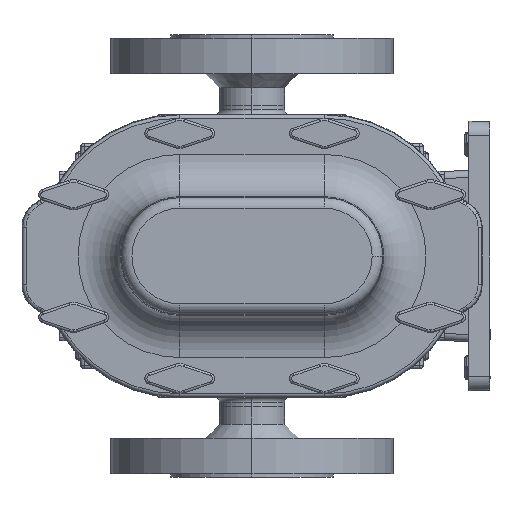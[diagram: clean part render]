
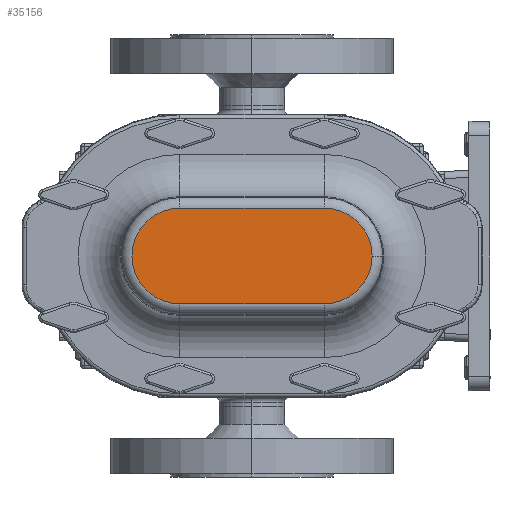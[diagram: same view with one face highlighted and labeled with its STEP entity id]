
A CAD part, left-side view. The second image highlights one B-rep face of the part: STEP entity #35156.
In plain terms, the highlighted face is planar.
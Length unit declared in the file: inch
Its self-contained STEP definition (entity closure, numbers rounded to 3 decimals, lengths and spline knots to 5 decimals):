
#471 = CARTESIAN_POINT ( 'NONE',  ( -0.84643, -1.28125, 1.77 ) ) ;
#2086 = CARTESIAN_POINT ( 'NONE',  ( 0., -1.28125, 1.77 ) ) ;
#3266 = EDGE_CURVE ( 'NONE', #22910, #24784, #9927, .T. ) ;
#4519 = CIRCLE ( 'NONE', #13502, 0.84643 ) ;
#4567 = ORIENTED_EDGE ( 'NONE', *, *, #31399, .T. ) ;
#4715 = ORIENTED_EDGE ( 'NONE', *, *, #9157, .T. ) ;
#5352 = EDGE_CURVE ( 'NONE', #23299, #17550, #4519, .T. ) ;
#7548 = FACE_OUTER_BOUND ( 'NONE', #35142, .T. ) ;
#8541 = CARTESIAN_POINT ( 'NONE',  ( 0.84643, 1.28125, 1.77 ) ) ;
#9157 = EDGE_CURVE ( 'NONE', #24747, #22910, #14308, .T. ) ;
#9927 = LINE ( 'NONE', #25263, #36540 ) ;
#10787 = CARTESIAN_POINT ( 'NONE',  ( 0.84643, 1.28125, 1.77 ) ) ;
#12368 = CIRCLE ( 'NONE', #29768, 0.84643 ) ;
#12610 = DIRECTION ( 'NONE',  ( 0., -1., 0. ) ) ;
#13502 = AXIS2_PLACEMENT_3D ( 'NONE', #33670, #24014, #14704 ) ;
#13833 = LINE ( 'NONE', #10787, #33899 ) ;
#13987 = DIRECTION ( 'NONE',  ( 0., -1., 0. ) ) ;
#14094 = CARTESIAN_POINT ( 'NONE',  ( -0.84643, 1.28125, 1.77 ) ) ;
#14308 = CIRCLE ( 'NONE', #22674, 0.84643 ) ;
#14391 = PLANE ( 'NONE',  #39861 ) ;
#14704 = DIRECTION ( 'NONE',  ( 0., -1., 0. ) ) ;
#15437 = CARTESIAN_POINT ( 'NONE',  ( 0., 1.28125, 1.77 ) ) ;
#17550 = VERTEX_POINT ( 'NONE', #26427 ) ;
#21307 = DIRECTION ( 'NONE',  ( 0., 0., 1. ) ) ;
#22674 = AXIS2_PLACEMENT_3D ( 'NONE', #15437, #21307, #12610 ) ;
#22910 = VERTEX_POINT ( 'NONE', #14094 ) ;
#23287 = EDGE_CURVE ( 'NONE', #17550, #24747, #13833, .T. ) ;
#23299 = VERTEX_POINT ( 'NONE', #33906 ) ;
#23597 = ORIENTED_EDGE ( 'NONE', *, *, #3266, .T. ) ;
#24014 = DIRECTION ( 'NONE',  ( 0., 0., 1. ) ) ;
#24747 = VERTEX_POINT ( 'NONE', #8541 ) ;
#24784 = VERTEX_POINT ( 'NONE', #471 ) ;
#25263 = CARTESIAN_POINT ( 'NONE',  ( -0.84643, -1.28125, 1.77 ) ) ;
#26427 = CARTESIAN_POINT ( 'NONE',  ( 0.84643, -1.28125, 1.77 ) ) ;
#26691 = DIRECTION ( 'NONE',  ( 0., 0., 1. ) ) ;
#29768 = AXIS2_PLACEMENT_3D ( 'NONE', #2086, #32514, #30269 ) ;
#30269 = DIRECTION ( 'NONE',  ( 0., -1., 0. ) ) ;
#31399 = EDGE_CURVE ( 'NONE', #24784, #23299, #12368, .T. ) ;
#32514 = DIRECTION ( 'NONE',  ( 0., 0., 1. ) ) ;
#32539 = CARTESIAN_POINT ( 'NONE',  ( -1.0275, 1.28125, 1.77 ) ) ;
#33670 = CARTESIAN_POINT ( 'NONE',  ( 0., -1.28125, 1.77 ) ) ;
#33899 = VECTOR ( 'NONE', #36942, 39.37008 ) ;
#33906 = CARTESIAN_POINT ( 'NONE',  ( 0., -2.12768, 1.77 ) ) ;
#34747 = ORIENTED_EDGE ( 'NONE', *, *, #5352, .T. ) ;
#35142 = EDGE_LOOP ( 'NONE', ( #23597, #4567, #34747, #38513, #4715 ) ) ;
#35156 = ADVANCED_FACE ( 'NONE', ( #7548 ), #14391, .T. ) ;
#36540 = VECTOR ( 'NONE', #37545, 39.37008 ) ;
#36942 = DIRECTION ( 'NONE',  ( 0., 1., 0. ) ) ;
#37545 = DIRECTION ( 'NONE',  ( 0., -1., 0. ) ) ;
#38513 = ORIENTED_EDGE ( 'NONE', *, *, #23287, .T. ) ;
#39861 = AXIS2_PLACEMENT_3D ( 'NONE', #32539, #26691, #13987 ) ;
